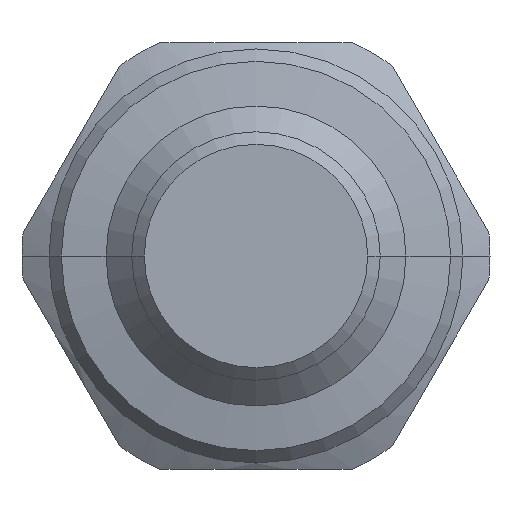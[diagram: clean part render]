
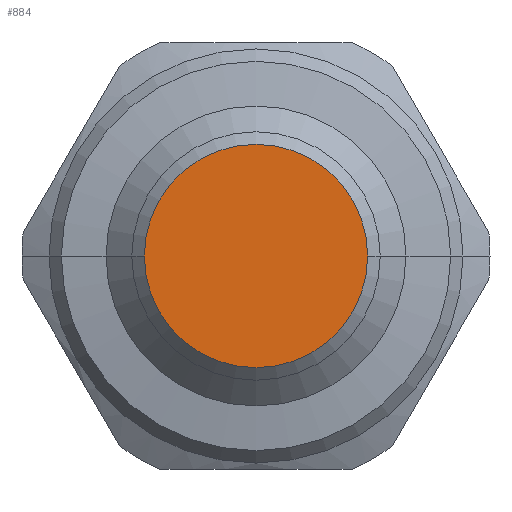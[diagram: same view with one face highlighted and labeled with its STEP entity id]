
A CAD part, left-side view. The second image highlights one B-rep face of the part: STEP entity #884.
In plain terms, the highlighted planar face has unit normal (-1, 0, 0).
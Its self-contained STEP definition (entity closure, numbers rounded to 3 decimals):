
#43=CARTESIAN_POINT('',(-36.,0.,0.));
#44=DIRECTION('',(-1.,0.,0.));
#45=DIRECTION('',(0.,1.,0.));
#46=AXIS2_PLACEMENT_3D('',#43,#44,#45);
#48=CARTESIAN_POINT('',(-36.,0.,0.));
#49=DIRECTION('',(-1.,0.,0.));
#50=DIRECTION('',(0.,-1.,0.));
#51=AXIS2_PLACEMENT_3D('',#48,#49,#50);
#801=CARTESIAN_POINT('',(-36.,4.45,0.));
#803=VERTEX_POINT('',#801);
#805=CARTESIAN_POINT('',(-36.,-4.45,0.));
#807=VERTEX_POINT('',#805);
#873=CARTESIAN_POINT('',(-36.,0.,0.));
#874=DIRECTION('',(-1.,0.,0.));
#875=DIRECTION('',(0.,0.,1.));
#876=AXIS2_PLACEMENT_3D('',#873,#874,#875);
#877=PLANE('',#876);
#879=ORIENTED_EDGE('',*,*,#878,.F.);
#881=ORIENTED_EDGE('',*,*,#880,.F.);
#882=EDGE_LOOP('',(#879,#881));
#883=FACE_OUTER_BOUND('',#882,.F.);
#47=CIRCLE('',#46,4.45);
#52=CIRCLE('',#51,4.45);
#878=EDGE_CURVE('',#803,#807,#47,.T.);
#880=EDGE_CURVE('',#807,#803,#52,.T.);
#884=ADVANCED_FACE('',(#883),#877,.T.);
